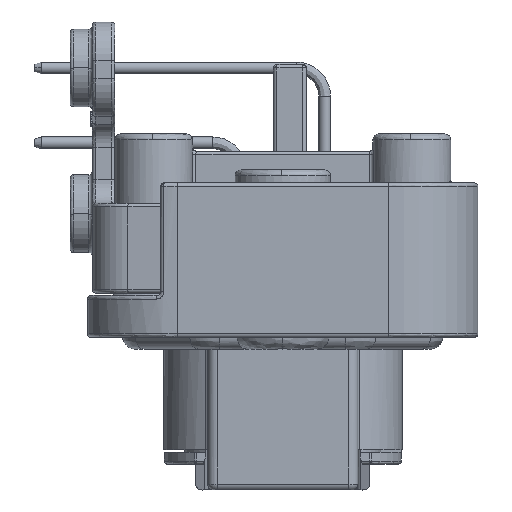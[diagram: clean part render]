
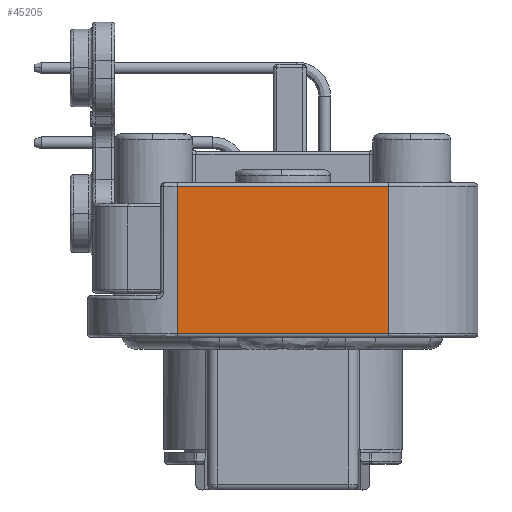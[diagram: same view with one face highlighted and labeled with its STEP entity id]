
A CAD part, front view. The second image highlights one B-rep face of the part: STEP entity #45205.
In plain terms, the highlighted planar face has unit normal (0, -1, 0).
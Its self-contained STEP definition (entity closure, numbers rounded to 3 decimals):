
#1653 = DIRECTION ( 'NONE',  ( -1., 0., 0. ) ) ;
#3311 = ORIENTED_EDGE ( 'NONE', *, *, #57253, .T. ) ;
#6513 = VERTEX_POINT ( 'NONE', #27272 ) ;
#6782 = ORIENTED_EDGE ( 'NONE', *, *, #58765, .F. ) ;
#6795 = LINE ( 'NONE', #39849, #63325 ) ;
#10482 = DIRECTION ( 'NONE',  ( 0., 0., -1. ) ) ;
#11122 = CARTESIAN_POINT ( 'NONE',  ( -8.95, -26.28, -37.589 ) ) ;
#11309 = ORIENTED_EDGE ( 'NONE', *, *, #44008, .T. ) ;
#11975 = VECTOR ( 'NONE', #14984, 1000. ) ;
#14984 = DIRECTION ( 'NONE',  ( -1., 0., 0. ) ) ;
#15610 = CARTESIAN_POINT ( 'NONE',  ( -16.55, -26.28, 22.35 ) ) ;
#17943 = FACE_OUTER_BOUND ( 'NONE', #31056, .T. ) ;
#19550 = VERTEX_POINT ( 'NONE', #58425 ) ;
#20473 = DIRECTION ( 'NONE',  ( 0., -1., 0. ) ) ;
#22331 = LINE ( 'NONE', #11122, #33810 ) ;
#22953 = CARTESIAN_POINT ( 'NONE',  ( -8.95, -26.28, 22.35 ) ) ;
#25623 = PLANE ( 'NONE',  #51541 ) ;
#27272 = CARTESIAN_POINT ( 'NONE',  ( -8.95, -26.28, 9.85 ) ) ;
#27277 = LINE ( 'NONE', #46413, #59328 ) ;
#31056 = EDGE_LOOP ( 'NONE', ( #3311, #11309, #40811, #6782 ) ) ;
#31140 = CARTESIAN_POINT ( 'NONE',  ( 8.95, -26.28, 9.85 ) ) ;
#33810 = VECTOR ( 'NONE', #45306, 1000. ) ;
#39634 = DIRECTION ( 'NONE',  ( 0., 0., 1. ) ) ;
#39849 = CARTESIAN_POINT ( 'NONE',  ( 8.95, -26.28, 22.65 ) ) ;
#40811 = ORIENTED_EDGE ( 'NONE', *, *, #52508, .F. ) ;
#41477 = VERTEX_POINT ( 'NONE', #31140 ) ;
#44008 = EDGE_CURVE ( 'NONE', #19550, #58356, #52446, .T. ) ;
#45205 = ADVANCED_FACE ( 'NONE', ( #17943 ), #25623, .T. ) ;
#45279 = CARTESIAN_POINT ( 'NONE',  ( -16.55, -26.28, 22.65 ) ) ;
#45306 = DIRECTION ( 'NONE',  ( 0., 0., 1. ) ) ;
#46413 = CARTESIAN_POINT ( 'NONE',  ( 9.125, -26.28, 9.85 ) ) ;
#51541 = AXIS2_PLACEMENT_3D ( 'NONE', #45279, #20473, #10482 ) ;
#52446 = LINE ( 'NONE', #15610, #11975 ) ;
#52508 = EDGE_CURVE ( 'NONE', #6513, #58356, #22331, .T. ) ;
#57253 = EDGE_CURVE ( 'NONE', #41477, #19550, #6795, .T. ) ;
#58356 = VERTEX_POINT ( 'NONE', #22953 ) ;
#58425 = CARTESIAN_POINT ( 'NONE',  ( 8.95, -26.28, 22.35 ) ) ;
#58765 = EDGE_CURVE ( 'NONE', #41477, #6513, #27277, .T. ) ;
#59328 = VECTOR ( 'NONE', #1653, 1000. ) ;
#63325 = VECTOR ( 'NONE', #39634, 1000. ) ;
